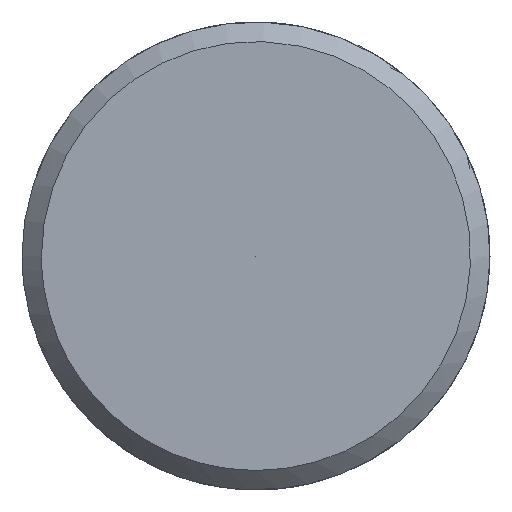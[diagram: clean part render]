
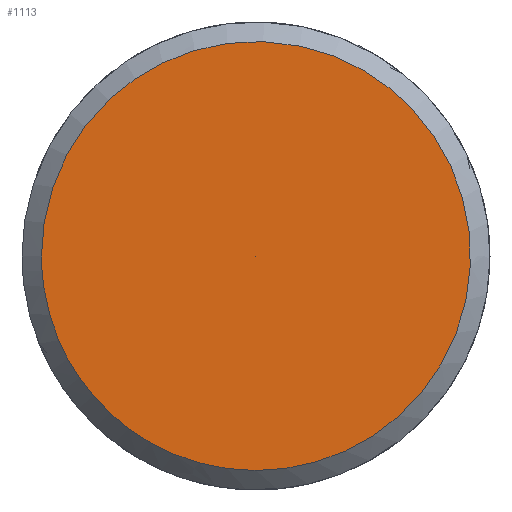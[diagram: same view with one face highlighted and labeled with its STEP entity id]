
A CAD part, left-side view. The second image highlights one B-rep face of the part: STEP entity #1113.
In plain terms, the highlighted free-form (B-spline) face has degree [5, 1] with [6, 2] control points.
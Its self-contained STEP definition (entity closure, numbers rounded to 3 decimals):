
#1041 = CARTESIAN_POINT ('', (-57., 2.75, 0.));
#1042 = VERTEX_POINT ('', #1041);
#1050 = CARTESIAN_POINT ('', (-57., 2.75, 0.));
#1051 = CARTESIAN_POINT ('', (-57., 2.75, 11.));
#1052 = CARTESIAN_POINT ('', (-57., -8.25, 5.5));
#1053 = CARTESIAN_POINT ('', (-57., -8.25, -5.5));
#1054 = CARTESIAN_POINT ('', (-57., 2.75, -11.));
#1055 = CARTESIAN_POINT ('', (-57., 2.75, 0.));
#1056 = (
   BOUNDED_CURVE ()
   B_SPLINE_CURVE (5, (#1050, #1051, #1052, #1053, #1054, #1055), .UNSPECIFIED., .T., .U.)
   B_SPLINE_CURVE_WITH_KNOTS ((6, 6), (0., 1.), .UNSPECIFIED.)
   CURVE ()
   GEOMETRIC_REPRESENTATION_ITEM ()
   RATIONAL_B_SPLINE_CURVE ((5., 1., 1., 1., 1., 5.))
   REPRESENTATION_ITEM ('')
);
#1057 = EDGE_CURVE ('', #1042, #1042, #1056, .T.);
#1089 = CARTESIAN_POINT ('', (-57., 0., 0.));
#1090 = VERTEX_POINT ('', #1089);
#1091 = CARTESIAN_POINT ('', (-57., 0., 0.));
#1092 = CARTESIAN_POINT ('', (-57., 2.75, 0.));
#1093 = B_SPLINE_CURVE_WITH_KNOTS ('', 1, (#1091, #1092), .UNSPECIFIED., .F., .U., (2, 2), (0., 1.), .UNSPECIFIED.);
#1094 = EDGE_CURVE ('', #1090, #1042, #1093, .T.);
#1095 = ORIENTED_EDGE ('', *, *, #1094, .F.);
#1096 = ORIENTED_EDGE ('', *, *, #1094, .T.);
#1097 = ORIENTED_EDGE ('', *, *, #1057, .F.);
#1098 = EDGE_LOOP ('', (#1095, #1096, #1097));
#1099 = FACE_OUTER_BOUND ('', #1098, .T.);
#1100 = CARTESIAN_POINT ('', (-57., 0., 0.));
#1101 = CARTESIAN_POINT ('', (-57., 2.75, 0.));
#1102 = CARTESIAN_POINT ('', (-57., 0., 0.));
#1103 = CARTESIAN_POINT ('', (-57., 2.75, 11.));
#1104 = CARTESIAN_POINT ('', (-57., 0., 0.));
#1105 = CARTESIAN_POINT ('', (-57., -8.25, 5.5));
#1106 = CARTESIAN_POINT ('', (-57., 0., 0.));
#1107 = CARTESIAN_POINT ('', (-57., -8.25, -5.5));
#1108 = CARTESIAN_POINT ('', (-57., 0., 0.));
#1109 = CARTESIAN_POINT ('', (-57., 2.75, -11.));
#1110 = CARTESIAN_POINT ('', (-57., 0., 0.));
#1111 = CARTESIAN_POINT ('', (-57., 2.75, 0.));
#1112 = (
   BOUNDED_SURFACE ()
   B_SPLINE_SURFACE (5, 1, ((#1100, #1101), (#1102, #1103), (#1104, #1105), (#1106, #1107), (#1108, #1109), (#1110, #1111)), .UNSPECIFIED., .T., .F., .U.)
   B_SPLINE_SURFACE_WITH_KNOTS ((6, 6), (2, 2), (0., 1.), (0., 1.), .UNSPECIFIED.)
   SURFACE ()
   GEOMETRIC_REPRESENTATION_ITEM ()
   RATIONAL_B_SPLINE_SURFACE (((5., 5.), (1., 1.), (1., 1.), (1., 1.), (1., 1.), (5., 5.)))
   REPRESENTATION_ITEM ('')
);
#1113 = ADVANCED_FACE ('', (#1099), #1112, .T.);
